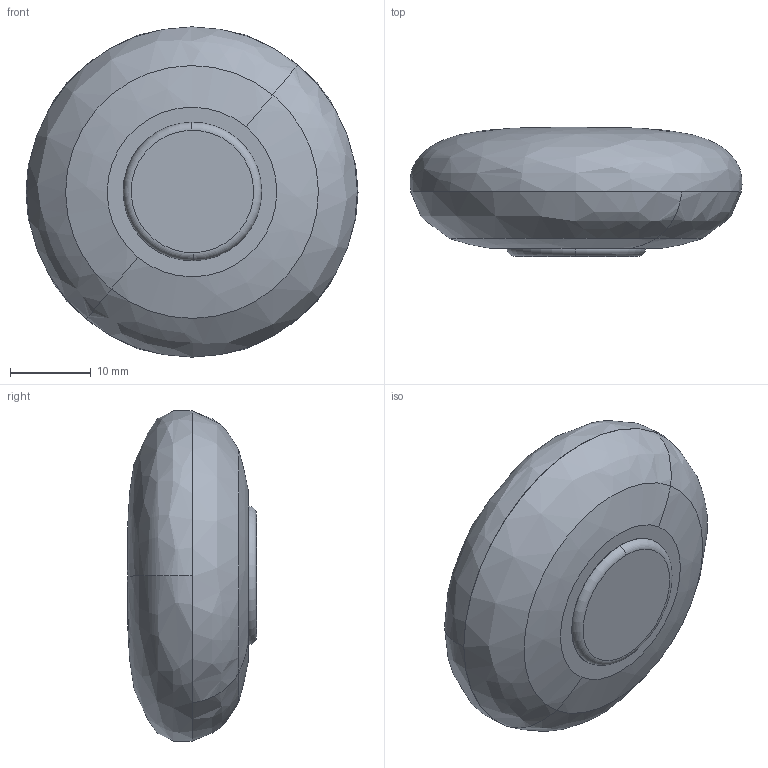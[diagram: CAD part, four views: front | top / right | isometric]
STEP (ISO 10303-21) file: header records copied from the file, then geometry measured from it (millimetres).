
FILE_DESCRIPTION (( 'STEP AP214' ), '1' );
FILE_NAME ('l?p.STEP', '2023-04-23T11:49:45', ( '' ), ( '' ), 'SwSTEP 2.0', 'SolidWorks 2021', '' );
FILE_SCHEMA (( 'AUTOMOTIVE_DESIGN' ));
Length unit declared in the file: millimetre
Products named in the file (6): l?p; Part1^l?p; nh獽; PCB Component; Part1; Part1 - Copy
Assembly tree (5 placements, depth 2):
  l?p
    Part1
    Part1 - Copy
    PCB Component
    Part1^l?p
    nh獽
Bounding box: 41.22 x 16.02 x 41 mm (x, y, z)
Volume: 9641.4 mm3; surface area: 13547.5 mm2
Topology: 40 solids, 40 shells, 749 faces, 1954 edges, 1291 vertices
Faces by surface type: plane 521, cylinder 200, bspline 16, torus 12
Entity records: 31594 total; most frequent: CARTESIAN_POINT 4944, ORIENTED_EDGE 3900, DIRECTION 3783, EDGE_CURVE 1950, LINE 1487, VECTOR 1487, VERTEX_POINT 1291, AXIS2_PLACEMENT_3D 1148
